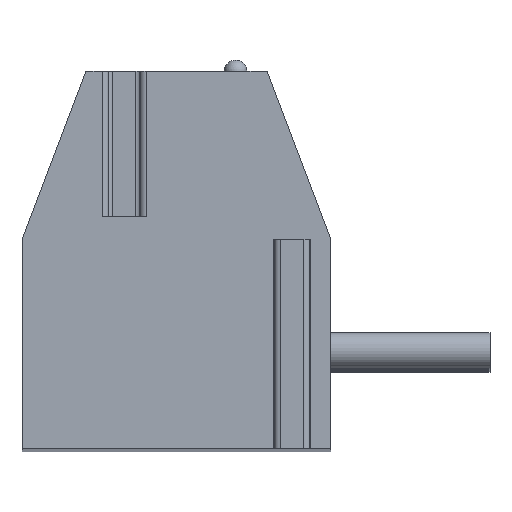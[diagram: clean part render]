
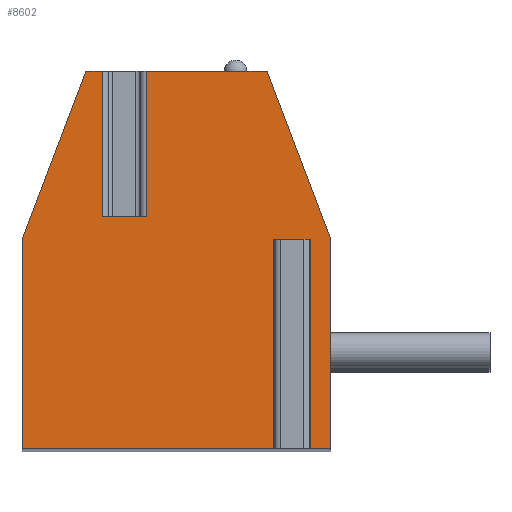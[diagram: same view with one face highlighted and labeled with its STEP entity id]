
A CAD part, top view. The second image highlights one B-rep face of the part: STEP entity #8602.
In plain terms, the highlighted planar face has unit normal (0, 0, 1).
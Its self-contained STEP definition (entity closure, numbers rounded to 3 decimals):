
#13=DIRECTION('',(0.,1.,0.));
#14=VECTOR('',#13,3.2);
#15=CARTESIAN_POINT('',(-1.636,1.,43.815));
#16=LINE('',#15,#14);
#17=DIRECTION('',(1.,0.,0.));
#18=VECTOR('',#17,0.972);
#19=CARTESIAN_POINT('',(-1.636,1.,43.815));
#20=LINE('',#19,#18);
#21=DIRECTION('',(0.,1.,0.));
#22=VECTOR('',#21,3.2);
#23=CARTESIAN_POINT('',(-0.664,1.,43.815));
#24=LINE('',#23,#22);
#25=DIRECTION('',(-1.,0.,0.));
#26=VECTOR('',#25,2.659);
#27=CARTESIAN_POINT('',(1.995,4.2,43.815));
#28=LINE('',#27,#26);
#29=DIRECTION('',(-0.355,0.935,0.));
#30=VECTOR('',#29,3.958);
#31=CARTESIAN_POINT('',(3.4,0.5,43.815));
#32=LINE('',#31,#30);
#33=DIRECTION('',(0.,1.,0.));
#34=VECTOR('',#33,4.6);
#35=CARTESIAN_POINT('',(3.4,-4.1,43.815));
#36=LINE('',#35,#34);
#37=DIRECTION('',(1.,0.,0.));
#38=VECTOR('',#37,0.625);
#39=CARTESIAN_POINT('',(2.775,-4.1,43.815));
#40=LINE('',#39,#38);
#41=DIRECTION('',(0.,1.,0.));
#42=VECTOR('',#41,4.6);
#43=CARTESIAN_POINT('',(2.775,-4.1,43.815));
#44=LINE('',#43,#42);
#45=DIRECTION('',(-1.,0.,0.));
#46=VECTOR('',#45,0.45);
#47=CARTESIAN_POINT('',(2.775,0.5,43.815));
#48=LINE('',#47,#46);
#49=DIRECTION('',(0.,1.,0.));
#50=VECTOR('',#49,4.6);
#51=CARTESIAN_POINT('',(2.325,-4.1,43.815));
#52=LINE('',#51,#50);
#53=DIRECTION('',(1.,0.,0.));
#54=VECTOR('',#53,5.725);
#55=CARTESIAN_POINT('',(-3.4,-4.1,43.815));
#56=LINE('',#55,#54);
#57=DIRECTION('',(0.,-1.,0.));
#58=VECTOR('',#57,4.6);
#59=CARTESIAN_POINT('',(-3.4,0.5,43.815));
#60=LINE('',#59,#58);
#61=DIRECTION('',(-0.355,-0.935,0.));
#62=VECTOR('',#61,3.958);
#63=CARTESIAN_POINT('',(-1.995,4.2,43.815));
#64=LINE('',#63,#62);
#65=DIRECTION('',(-1.,0.,0.));
#66=VECTOR('',#65,0.359);
#67=CARTESIAN_POINT('',(-1.636,4.2,43.815));
#68=LINE('',#67,#66);
#6761=CARTESIAN_POINT('',(-1.995,4.2,43.815));
#6762=CARTESIAN_POINT('',(-3.4,0.5,43.815));
#6763=VERTEX_POINT('',#6761);
#6764=VERTEX_POINT('',#6762);
#6765=CARTESIAN_POINT('',(-3.4,-4.1,43.815));
#6766=VERTEX_POINT('',#6765);
#6767=CARTESIAN_POINT('',(3.4,-4.1,43.815));
#6768=CARTESIAN_POINT('',(3.4,0.5,43.815));
#6769=VERTEX_POINT('',#6767);
#6770=VERTEX_POINT('',#6768);
#6771=CARTESIAN_POINT('',(1.995,4.2,43.815));
#6772=VERTEX_POINT('',#6771);
#6809=CARTESIAN_POINT('',(2.775,0.5,43.815));
#6810=CARTESIAN_POINT('',(2.325,0.5,43.815));
#6811=VERTEX_POINT('',#6809);
#6812=VERTEX_POINT('',#6810);
#6813=CARTESIAN_POINT('',(2.325,-4.1,43.815));
#6814=VERTEX_POINT('',#6813);
#6815=CARTESIAN_POINT('',(2.775,-4.1,43.815));
#6816=VERTEX_POINT('',#6815);
#6877=CARTESIAN_POINT('',(-1.636,1.,43.815));
#6878=CARTESIAN_POINT('',(-1.636,4.2,43.815));
#6879=VERTEX_POINT('',#6877);
#6880=VERTEX_POINT('',#6878);
#6881=CARTESIAN_POINT('',(-0.664,1.,43.815));
#6882=CARTESIAN_POINT('',(-0.664,4.2,43.815));
#6883=VERTEX_POINT('',#6881);
#6884=VERTEX_POINT('',#6882);
#8567=CARTESIAN_POINT('',(0.,0.,43.815));
#8568=DIRECTION('',(0.,0.,1.));
#8569=DIRECTION('',(1.,0.,0.));
#8570=AXIS2_PLACEMENT_3D('',#8567,#8568,#8569);
#8571=PLANE('',#8570);
#8573=ORIENTED_EDGE('',*,*,#8572,.F.);
#8575=ORIENTED_EDGE('',*,*,#8574,.T.);
#8577=ORIENTED_EDGE('',*,*,#8576,.T.);
#8579=ORIENTED_EDGE('',*,*,#8578,.F.);
#8581=ORIENTED_EDGE('',*,*,#8580,.F.);
#8583=ORIENTED_EDGE('',*,*,#8582,.F.);
#8585=ORIENTED_EDGE('',*,*,#8584,.F.);
#8587=ORIENTED_EDGE('',*,*,#8586,.T.);
#8589=ORIENTED_EDGE('',*,*,#8588,.T.);
#8591=ORIENTED_EDGE('',*,*,#8590,.F.);
#8593=ORIENTED_EDGE('',*,*,#8592,.F.);
#8595=ORIENTED_EDGE('',*,*,#8594,.F.);
#8597=ORIENTED_EDGE('',*,*,#8596,.F.);
#8599=ORIENTED_EDGE('',*,*,#8598,.F.);
#8600=EDGE_LOOP('',(#8573,#8575,#8577,#8579,#8581,#8583,#8585,#8587,#8589,#8591,
#8593,#8595,#8597,#8599));
#8601=FACE_OUTER_BOUND('',#8600,.F.);
#8572=EDGE_CURVE('',#6879,#6880,#16,.T.);
#8574=EDGE_CURVE('',#6879,#6883,#20,.T.);
#8576=EDGE_CURVE('',#6883,#6884,#24,.T.);
#8578=EDGE_CURVE('',#6772,#6884,#28,.T.);
#8580=EDGE_CURVE('',#6770,#6772,#32,.T.);
#8582=EDGE_CURVE('',#6769,#6770,#36,.T.);
#8584=EDGE_CURVE('',#6816,#6769,#40,.T.);
#8586=EDGE_CURVE('',#6816,#6811,#44,.T.);
#8588=EDGE_CURVE('',#6811,#6812,#48,.T.);
#8590=EDGE_CURVE('',#6814,#6812,#52,.T.);
#8592=EDGE_CURVE('',#6766,#6814,#56,.T.);
#8594=EDGE_CURVE('',#6764,#6766,#60,.T.);
#8596=EDGE_CURVE('',#6763,#6764,#64,.T.);
#8598=EDGE_CURVE('',#6880,#6763,#68,.T.);
#8602=ADVANCED_FACE('',(#8601),#8571,.T.);
